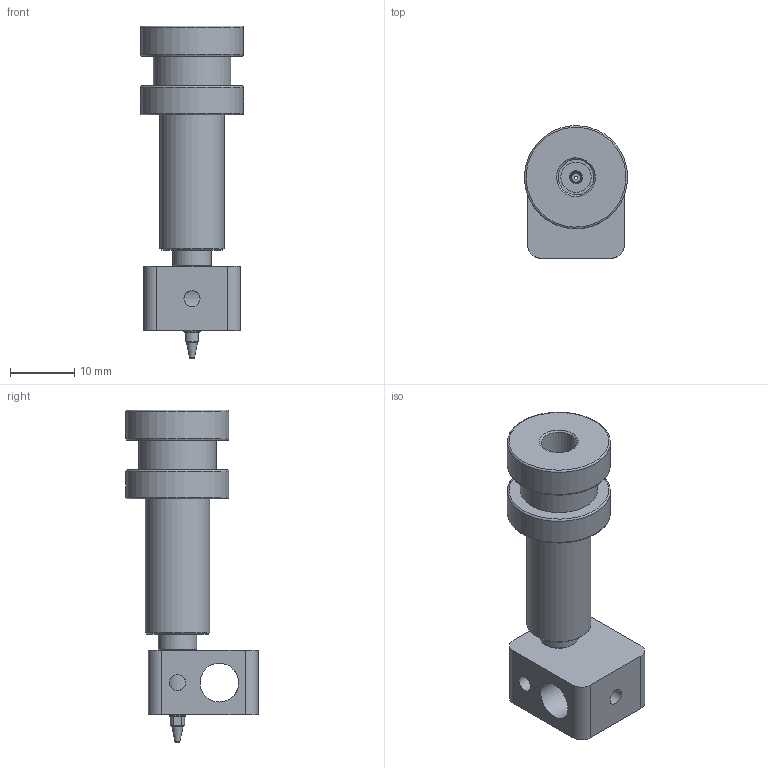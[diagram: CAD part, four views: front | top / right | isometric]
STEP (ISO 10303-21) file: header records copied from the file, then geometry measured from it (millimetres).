
FILE_DESCRIPTION(/* description */ (''),/* implementation_level */ '2;1');
FILE_NAME(/* name */ 'Merlin Hotend.stp',/* time_stamp */ '2018-06-15T17:17:42+02:00',/* author */ ('Alexander Janson'),/* organization */ (''),/* preprocessor_version */ 'ST-DEVELOPER v16.5',/* originating_system */ 'Autodesk Inventor 2017',/* authorisation */ '');
FILE_SCHEMA (('AUTOMOTIVE_DESIGN { 1 0 10303 214 3 1 1 }'));
Length unit declared in the file: millimetre
Products named in the file (7): Merlin Hotend; Peek; J-head; Messing; Heatblock; PTFE_inliner; Airbrush Düse
Assembly tree (6 placements, depth 2):
  Merlin Hotend
    Peek
    J-head
    Messing
    Heatblock
    PTFE_inliner
    Airbrush Düse
Bounding box: 15.98 x 20.49 x 51.5 mm (x, y, z)
Volume: 6302.8 mm3; surface area: 5678.1 mm2
Topology: 6 solids, 6 shells, 87 faces, 174 edges, 107 vertices
Faces by surface type: cylinder 32, plane 28, torus 14, cone 11, bspline 2
Full cylindrical faces by diameter (mm): 0.5 x1, 1.4 x1, 1.7 x1, 1.9 x1, 2 x1, 2.5 x4, 4.2 x1, 5 x1, 5.1 x1, 5.5 x2, 6 x3, 9.5 x1, 10 x1, 12 x1, 16 x2
Entity records: 2447 total; most frequent: CARTESIAN_POINT 583, DIRECTION 394, ORIENTED_EDGE 258, AXIS2_PLACEMENT_3D 182, EDGE_LOOP 156, EDGE_CURVE 129, VERTEX_POINT 103, FACE_OUTER_BOUND 87
